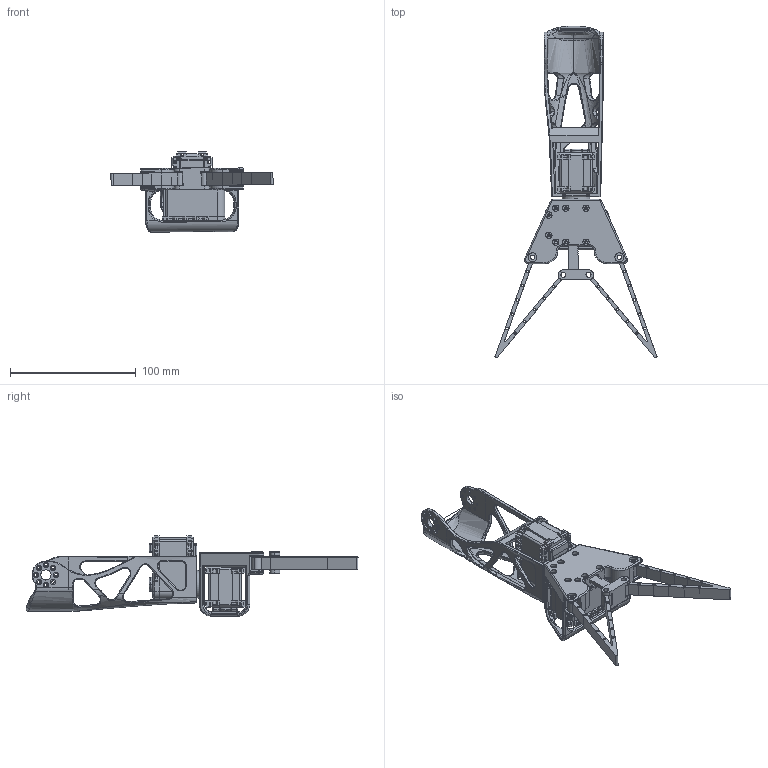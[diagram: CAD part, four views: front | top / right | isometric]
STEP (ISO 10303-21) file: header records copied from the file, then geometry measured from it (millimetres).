
FILE_DESCRIPTION(('CATIA V6 STEP','CAx-IF Rec.Pracs.--- Model Styling and Organization---1.2---2011-12-15'),'2;1');
FILE_NAME('Prehenseur_et_les_cafard.stp','2017-02-02T10:37:30+00:00',('none'),('none'),'CATIA V6R2013x.HF12','DASSAULT SYSTEMES CATIA V6 STEP AP214','none');
FILE_SCHEMA(('AUTOMOTIVE_DESIGN { 1 0 10303 214 1 1 1 1 }'));
Products named in the file (15): cafards PPC_ASS; PPC_A_A_001_M12A; dynamixel_AXseries; BHS_M2_6X8; AX12_horn; PPC_A_F_001_LAVB; PPC_M_F_001_MAIN; PPC_M_F_001_ M12A; BHS_M2_6X8_1; AX12_horn_1; dynamixel_AXseries_1; PPC_M_F_001_PIGN; PPC_M_F_001_CREM; PPC_M_F_002_DOIG; PPC_M_F_002_DOIG_1
Assembly tree (14 placements, depth 3):
  cafards PPC_ASS
    PPC_A_A_001_M12A
      dynamixel_AXseries
      BHS_M2_6X8
      AX12_horn
    PPC_A_F_001_LAVB
    PPC_M_F_001_MAIN
    PPC_M_F_001_ M12A
      BHS_M2_6X8_1
      AX12_horn_1
      dynamixel_AXseries_1
    PPC_M_F_001_PIGN
    PPC_M_F_001_CREM
    PPC_M_F_002_DOIG
    PPC_M_F_002_DOIG_1
Bounding box: 128.75 x 263.72 x 63.78 mm (x, y, z)
Volume: 158746.3 mm3; surface area: 82875.5 mm2
Topology: 28 solids, 28 shells, 4118 faces, 11255 edges, 7159 vertices
Faces by surface type: plane 1861, cylinder 1379, bspline 572, cone 180, torus 121, sphere 5
Entity records: 152820 total; most frequent: CARTESIAN_POINT 56821, ORIENTED_EDGE 22240, DIRECTION 15275, EDGE_CURVE 11120, VERTEX_POINT 7159, VECTOR 6117, LINE 6117, AXIS2_PLACEMENT_3D 5587
